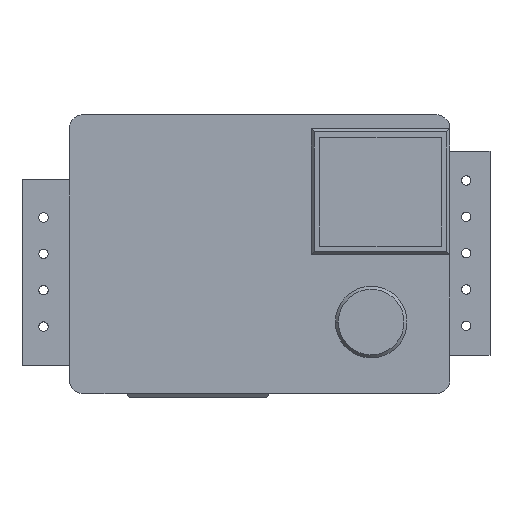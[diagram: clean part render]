
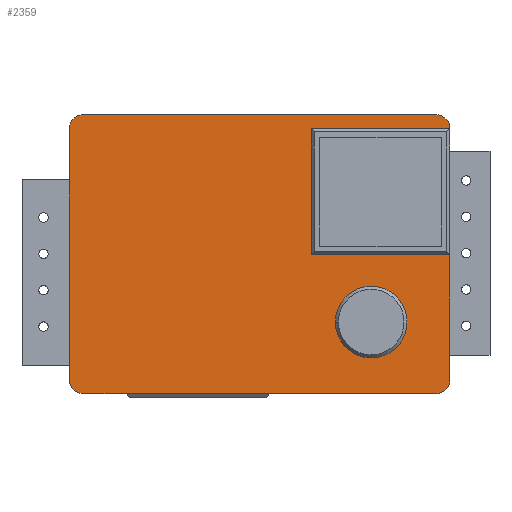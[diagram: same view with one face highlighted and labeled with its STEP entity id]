
A CAD part, top view. The second image highlights one B-rep face of the part: STEP entity #2359.
In plain terms, the highlighted planar face has unit normal (0, 0, 1).
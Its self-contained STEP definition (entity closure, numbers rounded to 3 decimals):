
#4 = CARTESIAN_POINT ( 'NONE',  ( 3.6, -0.05, 8.5 ) ) ;
#23 = DIRECTION ( 'NONE',  ( 1., 0., 0. ) ) ;
#39 = VECTOR ( 'NONE', #298, 1000. ) ;
#61 = ORIENTED_EDGE ( 'NONE', *, *, #2033, .T. ) ;
#92 = FACE_BOUND ( 'NONE', #2538, .T. ) ;
#107 = EDGE_CURVE ( 'NONE', #1827, #2210, #1342, .T. ) ;
#110 = EDGE_CURVE ( 'NONE', #2670, #837, #2623, .T. ) ;
#127 = CIRCLE ( 'NONE', #2258, 1. ) ;
#128 = EDGE_CURVE ( 'NONE', #2156, #2256, #1255, .T. ) ;
#140 = CARTESIAN_POINT ( 'NONE',  ( -13.3, 9.75, 8.5 ) ) ;
#147 = CARTESIAN_POINT ( 'NONE',  ( 3.6, -0.05, 8.5 ) ) ;
#170 = EDGE_CURVE ( 'NONE', #2445, #2210, #780, .T. ) ;
#220 = EDGE_CURVE ( 'NONE', #2480, #2445, #127, .T. ) ;
#257 = AXIS2_PLACEMENT_3D ( 'NONE', #1758, #372, #415 ) ;
#261 = DIRECTION ( 'NONE',  ( 1., 0., 0. ) ) ;
#278 = DIRECTION ( 'NONE',  ( -1., 0., 0. ) ) ;
#298 = DIRECTION ( 'NONE',  ( -1., 0., 0. ) ) ;
#304 = DIRECTION ( 'NONE',  ( 0., 0., 1. ) ) ;
#330 = EDGE_CURVE ( 'NONE', #468, #791, #1909, .T. ) ;
#341 = CARTESIAN_POINT ( 'NONE',  ( -12.3, -9.75, 8.5 ) ) ;
#372 = DIRECTION ( 'NONE',  ( 0., 0., 1. ) ) ;
#415 = DIRECTION ( 'NONE',  ( 1., 0., 0. ) ) ;
#431 = CARTESIAN_POINT ( 'NONE',  ( 5.3, -4.75, 8.5 ) ) ;
#437 = EDGE_CURVE ( 'NONE', #2441, #469, #1276, .T. ) ;
#438 = ORIENTED_EDGE ( 'NONE', *, *, #170, .T. ) ;
#468 = VERTEX_POINT ( 'NONE', #431 ) ;
#469 = VERTEX_POINT ( 'NONE', #2675 ) ;
#593 = CARTESIAN_POINT ( 'NONE',  ( 13.3, -8.75, 8.5 ) ) ;
#622 = CARTESIAN_POINT ( 'NONE',  ( -9.3, -9.75, 8.5 ) ) ;
#676 = CARTESIAN_POINT ( 'NONE',  ( 13.3, 9.75, 8.5 ) ) ;
#714 = LINE ( 'NONE', #140, #1463 ) ;
#759 = CARTESIAN_POINT ( 'NONE',  ( -13.3, -8.75, 8.5 ) ) ;
#780 = LINE ( 'NONE', #2752, #2880 ) ;
#791 = VERTEX_POINT ( 'NONE', #2563 ) ;
#798 = CARTESIAN_POINT ( 'NONE',  ( 12.3, 9.75, 8.5 ) ) ;
#831 = CARTESIAN_POINT ( 'NONE',  ( -12.3, 9.75, 8.5 ) ) ;
#837 = VERTEX_POINT ( 'NONE', #147 ) ;
#844 = CARTESIAN_POINT ( 'NONE',  ( 7.8, -4.75, 8.5 ) ) ;
#909 = VECTOR ( 'NONE', #278, 1000. ) ;
#921 = VECTOR ( 'NONE', #1607, 1000. ) ;
#929 = DIRECTION ( 'NONE',  ( 0., 0., 1. ) ) ;
#968 = DIRECTION ( 'NONE',  ( 0., 0., 1. ) ) ;
#977 = ORIENTED_EDGE ( 'NONE', *, *, #107, .F. ) ;
#978 = DIRECTION ( 'NONE',  ( 1., 0., 0. ) ) ;
#1013 = VERTEX_POINT ( 'NONE', #1537 ) ;
#1022 = DIRECTION ( 'NONE',  ( 1., 0., 0. ) ) ;
#1029 = EDGE_CURVE ( 'NONE', #791, #468, #2148, .T. ) ;
#1105 = CARTESIAN_POINT ( 'NONE',  ( 0.7, -9.75, 8.5 ) ) ;
#1162 = CARTESIAN_POINT ( 'NONE',  ( 12.3, -8.75, 8.5 ) ) ;
#1185 = ORIENTED_EDGE ( 'NONE', *, *, #330, .F. ) ;
#1197 = DIRECTION ( 'NONE',  ( 1., 0., 0. ) ) ;
#1198 = DIRECTION ( 'NONE',  ( 0., -1., 0. ) ) ;
#1228 = EDGE_CURVE ( 'NONE', #2594, #2156, #1894, .T. ) ;
#1248 = AXIS2_PLACEMENT_3D ( 'NONE', #844, #2388, #2374 ) ;
#1249 = VECTOR ( 'NONE', #1314, 1000. ) ;
#1255 = LINE ( 'NONE', #2684, #39 ) ;
#1276 = LINE ( 'NONE', #676, #1595 ) ;
#1290 = EDGE_CURVE ( 'NONE', #1013, #2441, #2103, .T. ) ;
#1300 = VECTOR ( 'NONE', #1198, 1000. ) ;
#1314 = DIRECTION ( 'NONE',  ( 1., 0., 0. ) ) ;
#1342 = LINE ( 'NONE', #1867, #909 ) ;
#1372 = ORIENTED_EDGE ( 'NONE', *, *, #1773, .T. ) ;
#1442 = CARTESIAN_POINT ( 'NONE',  ( -12.3, -8.75, 8.5 ) ) ;
#1451 = ORIENTED_EDGE ( 'NONE', *, *, #2549, .T. ) ;
#1463 = VECTOR ( 'NONE', #1711, 1000. ) ;
#1490 = ORIENTED_EDGE ( 'NONE', *, *, #1029, .F. ) ;
#1537 = CARTESIAN_POINT ( 'NONE',  ( 12.3, -9.75, 8.5 ) ) ;
#1582 = ORIENTED_EDGE ( 'NONE', *, *, #110, .F. ) ;
#1584 = ORIENTED_EDGE ( 'NONE', *, *, #1290, .T. ) ;
#1595 = VECTOR ( 'NONE', #2223, 1000. ) ;
#1607 = DIRECTION ( 'NONE',  ( -1., 0., 0. ) ) ;
#1711 = DIRECTION ( 'NONE',  ( 0., -1., 0. ) ) ;
#1718 = CARTESIAN_POINT ( 'NONE',  ( 13.3, 8.75, 8.5 ) ) ;
#1758 = CARTESIAN_POINT ( 'NONE',  ( 7.8, -4.75, 8.5 ) ) ;
#1771 = CARTESIAN_POINT ( 'NONE',  ( 12.3, 8.75, 8.5 ) ) ;
#1773 = EDGE_CURVE ( 'NONE', #1827, #1013, #1850, .T. ) ;
#1809 = CARTESIAN_POINT ( 'NONE',  ( 3.6, 8.75, 8.5 ) ) ;
#1827 = VERTEX_POINT ( 'NONE', #1105 ) ;
#1850 = LINE ( 'NONE', #2444, #1249 ) ;
#1852 = CARTESIAN_POINT ( 'NONE',  ( 0., 0., 8.5 ) ) ;
#1867 = CARTESIAN_POINT ( 'NONE',  ( -9.3, -9.75, 8.5 ) ) ;
#1883 = ORIENTED_EDGE ( 'NONE', *, *, #128, .T. ) ;
#1894 = CIRCLE ( 'NONE', #2646, 1. ) ;
#1909 = CIRCLE ( 'NONE', #1248, 2.5 ) ;
#1911 = EDGE_CURVE ( 'NONE', #2594, #2670, #2566, .T. ) ;
#1921 = EDGE_CURVE ( 'NONE', #837, #469, #2464, .T. ) ;
#1963 = ORIENTED_EDGE ( 'NONE', *, *, #1228, .T. ) ;
#1987 = CARTESIAN_POINT ( 'NONE',  ( 3.6, 8.75, 8.5 ) ) ;
#1990 = VECTOR ( 'NONE', #261, 1000. ) ;
#2019 = FACE_OUTER_BOUND ( 'NONE', #2074, .T. ) ;
#2033 = EDGE_CURVE ( 'NONE', #2256, #2150, #2358, .T. ) ;
#2038 = DIRECTION ( 'NONE',  ( 1., 0., 0. ) ) ;
#2074 = EDGE_LOOP ( 'NONE', ( #2202, #1963, #1883, #61, #1451, #2175, #438, #977, #1372, #1584, #2656, #2588, #1582 ) ) ;
#2103 = CIRCLE ( 'NONE', #2552, 1. ) ;
#2134 = DIRECTION ( 'NONE',  ( 0., 0., 1. ) ) ;
#2142 = CARTESIAN_POINT ( 'NONE',  ( -13.3, 8.75, 8.5 ) ) ;
#2148 = CIRCLE ( 'NONE', #257, 2.5 ) ;
#2150 = VERTEX_POINT ( 'NONE', #2142 ) ;
#2156 = VERTEX_POINT ( 'NONE', #798 ) ;
#2175 = ORIENTED_EDGE ( 'NONE', *, *, #220, .T. ) ;
#2202 = ORIENTED_EDGE ( 'NONE', *, *, #1911, .F. ) ;
#2210 = VERTEX_POINT ( 'NONE', #622 ) ;
#2223 = DIRECTION ( 'NONE',  ( 0., 1., 0. ) ) ;
#2256 = VERTEX_POINT ( 'NONE', #831 ) ;
#2258 = AXIS2_PLACEMENT_3D ( 'NONE', #1442, #2134, #1022 ) ;
#2300 = DIRECTION ( 'NONE',  ( 1., 0., 0. ) ) ;
#2305 = AXIS2_PLACEMENT_3D ( 'NONE', #1852, #304, #978 ) ;
#2310 = CARTESIAN_POINT ( 'NONE',  ( 3.6, 8.75, 8.5 ) ) ;
#2358 = CIRCLE ( 'NONE', #2468, 1. ) ;
#2359 = ADVANCED_FACE ( 'NONE', ( #92, #2019 ), #2745, .T. ) ;
#2374 = DIRECTION ( 'NONE',  ( 1., 0., 0. ) ) ;
#2388 = DIRECTION ( 'NONE',  ( 0., 0., 1. ) ) ;
#2441 = VERTEX_POINT ( 'NONE', #593 ) ;
#2444 = CARTESIAN_POINT ( 'NONE',  ( -13.3, -9.75, 8.5 ) ) ;
#2445 = VERTEX_POINT ( 'NONE', #341 ) ;
#2464 = LINE ( 'NONE', #4, #1990 ) ;
#2468 = AXIS2_PLACEMENT_3D ( 'NONE', #2723, #968, #1197 ) ;
#2480 = VERTEX_POINT ( 'NONE', #759 ) ;
#2538 = EDGE_LOOP ( 'NONE', ( #1490, #1185 ) ) ;
#2549 = EDGE_CURVE ( 'NONE', #2150, #2480, #714, .T. ) ;
#2552 = AXIS2_PLACEMENT_3D ( 'NONE', #1162, #2727, #23 ) ;
#2563 = CARTESIAN_POINT ( 'NONE',  ( 10.3, -4.75, 8.5 ) ) ;
#2566 = LINE ( 'NONE', #1809, #921 ) ;
#2588 = ORIENTED_EDGE ( 'NONE', *, *, #1921, .F. ) ;
#2594 = VERTEX_POINT ( 'NONE', #1718 ) ;
#2623 = LINE ( 'NONE', #2310, #1300 ) ;
#2646 = AXIS2_PLACEMENT_3D ( 'NONE', #1771, #929, #2038 ) ;
#2656 = ORIENTED_EDGE ( 'NONE', *, *, #437, .T. ) ;
#2670 = VERTEX_POINT ( 'NONE', #1987 ) ;
#2675 = CARTESIAN_POINT ( 'NONE',  ( 13.3, -0.05, 8.5 ) ) ;
#2684 = CARTESIAN_POINT ( 'NONE',  ( -13.3, 9.75, 8.5 ) ) ;
#2723 = CARTESIAN_POINT ( 'NONE',  ( -12.3, 8.75, 8.5 ) ) ;
#2727 = DIRECTION ( 'NONE',  ( 0., 0., 1. ) ) ;
#2745 = PLANE ( 'NONE',  #2305 ) ;
#2752 = CARTESIAN_POINT ( 'NONE',  ( -13.3, -9.75, 8.5 ) ) ;
#2880 = VECTOR ( 'NONE', #2300, 1000. ) ;
